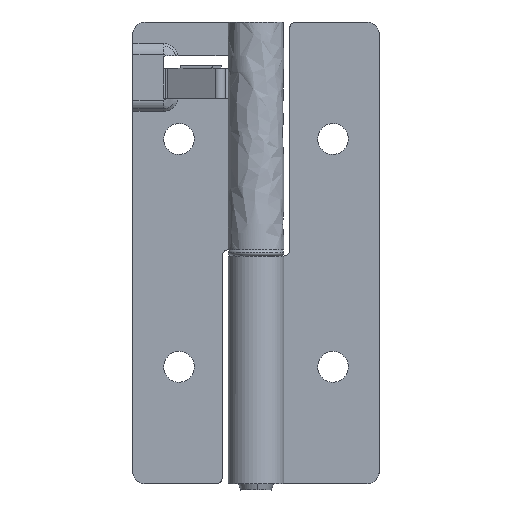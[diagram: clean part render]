
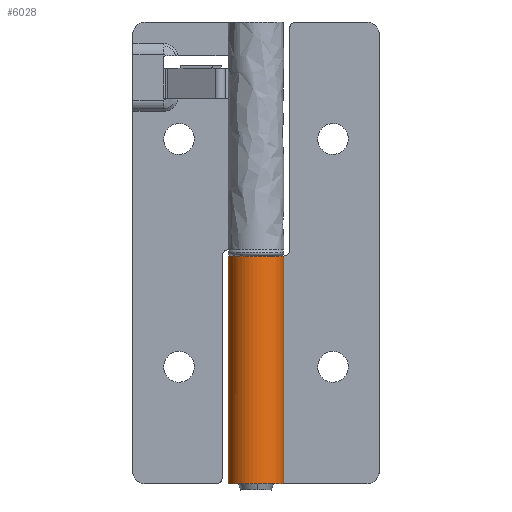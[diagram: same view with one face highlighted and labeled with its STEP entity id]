
A CAD part, front view. The second image highlights one B-rep face of the part: STEP entity #6028.
In plain terms, the highlighted free-form (B-spline) face has degree [1, 2] with [2, 7] control points.
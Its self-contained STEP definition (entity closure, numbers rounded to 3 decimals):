
#5824=CARTESIAN_POINT('',(0.,4.5,37.0));
#5825=VERTEX_POINT('',#5824);
#5831=CARTESIAN_POINT('',(4.031,2.,37.0));
#5832=VERTEX_POINT('',#5831);
#5833=CARTESIAN_POINT('',(4.031,2.,37.0));
#5834=CARTESIAN_POINT('',(4.22,1.62,37.));
#5835=CARTESIAN_POINT('',(4.474,0.85,37.));
#5836=CARTESIAN_POINT('',(4.528,-0.188,37.));
#5837=CARTESIAN_POINT('',(4.404,-0.999,37.));
#5838=CARTESIAN_POINT('',(4.177,-1.74,37.));
#5839=CARTESIAN_POINT('',(3.805,-2.457,37.));
#5840=CARTESIAN_POINT('',(3.291,-3.098,37.));
#5841=CARTESIAN_POINT('',(2.624,-3.698,37.));
#5842=CARTESIAN_POINT('',(1.789,-4.178,37.));
#5843=CARTESIAN_POINT('',(0.733,-4.479,37.));
#5844=CARTESIAN_POINT('',(-0.288,-4.532,37.));
#5845=CARTESIAN_POINT('',(-1.158,-4.372,37.));
#5846=CARTESIAN_POINT('',(-1.885,-4.104,37.));
#5847=CARTESIAN_POINT('',(-2.432,-3.806,37.));
#5848=CARTESIAN_POINT('',(-3.062,-3.33,37.));
#5849=CARTESIAN_POINT('',(-3.675,-2.67,37.));
#5850=CARTESIAN_POINT('',(-4.137,-1.844,37.));
#5851=CARTESIAN_POINT('',(-4.423,-0.963,37.));
#5852=CARTESIAN_POINT('',(-4.531,-0.115,37.0));
#5853=CARTESIAN_POINT('',(-4.465,0.704,37.));
#5854=CARTESIAN_POINT('',(-4.272,1.486,37.));
#5855=CARTESIAN_POINT('',(-3.965,2.183,37.));
#5856=CARTESIAN_POINT('',(-3.432,2.961,37.));
#5857=CARTESIAN_POINT('',(-2.836,3.531,37.));
#5858=CARTESIAN_POINT('',(-2.018,4.056,37.));
#5859=CARTESIAN_POINT('',(-1.121,4.408,37.));
#5860=CARTESIAN_POINT('',(-0.364,4.5,37.));
#5861=CARTESIAN_POINT('',(0.,4.5,37.0));
#5862=B_SPLINE_CURVE_WITH_KNOTS('',3,(#5833,#5834,#5835,#5836,#5837,#5838,#5839,#5840,#5841,#5842,#5843,#5844,#5845,#5846,#5847,#5848,#5849,#5850,#5851,#5852,#5853,#5854,#5855,#5856,#5857,#5858,#5859,#5860,#5861),.UNSPECIFIED.,.F.,.U.,(4,1,1,1,1,1,1,1,1,1,1,1,1,1,1,1,1,1,1,1,1,1,1,1,1,1,4),(0.,1.273,2.41,3.092,3.728,4.728,5.501,6.183,7.411,8.366,9.457,10.457,11.003,11.776,12.321,13.367,14.458,15.14,16.14,17.004,17.595,18.55,19.277,20.414,21.005,22.187,23.278),.UNSPECIFIED.);
#5863=EDGE_CURVE('',#5832,#5825,#5862,.T.);
#5895=CARTESIAN_POINT('',(0.,4.5,0.0));
#5896=VERTEX_POINT('',#5895);
#5905=CARTESIAN_POINT('',(4.031,2.,0.0));
#5906=VERTEX_POINT('',#5905);
#5912=CARTESIAN_POINT('',(4.031,2.,0.0));
#5913=CARTESIAN_POINT('',(4.193,1.674,0.0));
#5914=CARTESIAN_POINT('',(4.401,1.084,0.0));
#5915=CARTESIAN_POINT('',(4.517,0.209,0.0));
#5916=CARTESIAN_POINT('',(4.489,-0.505,0.0));
#5917=CARTESIAN_POINT('',(4.336,-1.295,0.0));
#5918=CARTESIAN_POINT('',(3.992,-2.176,0.0));
#5919=CARTESIAN_POINT('',(3.414,-2.985,0.0));
#5920=CARTESIAN_POINT('',(2.739,-3.598,0.0));
#5921=CARTESIAN_POINT('',(2.097,-4.007,0.0));
#5922=CARTESIAN_POINT('',(1.311,-4.334,0.0));
#5923=CARTESIAN_POINT('',(0.519,-4.497,0.0));
#5924=CARTESIAN_POINT('',(-0.226,-4.508,0.0));
#5925=CARTESIAN_POINT('',(-0.904,-4.426,0.0));
#5926=CARTESIAN_POINT('',(-1.725,-4.197,0.0));
#5927=CARTESIAN_POINT('',(-2.545,-3.755,0.0));
#5928=CARTESIAN_POINT('',(-3.225,-3.168,0.0));
#5929=CARTESIAN_POINT('',(-3.72,-2.571,0.0));
#5930=CARTESIAN_POINT('',(-4.144,-1.832,0.0));
#5931=CARTESIAN_POINT('',(-4.402,-1.05,0.0));
#5932=CARTESIAN_POINT('',(-4.514,-0.237,0.0));
#5933=CARTESIAN_POINT('',(-4.494,0.539,0.0));
#5934=CARTESIAN_POINT('',(-4.324,1.327,0.0));
#5935=CARTESIAN_POINT('',(-3.973,2.186,0.0));
#5936=CARTESIAN_POINT('',(-3.437,2.967,0.0));
#5937=CARTESIAN_POINT('',(-2.671,3.664,0.0));
#5938=CARTESIAN_POINT('',(-1.892,4.115,0.0));
#5939=CARTESIAN_POINT('',(-0.985,4.424,0.0));
#5940=CARTESIAN_POINT('',(-0.364,4.5,0.0));
#5941=CARTESIAN_POINT('',(0.,4.5,0.0));
#5942=B_SPLINE_CURVE_WITH_KNOTS('',3,(#5912,#5913,#5914,#5915,#5916,#5917,#5918,#5919,#5920,#5921,#5922,#5923,#5924,#5925,#5926,#5927,#5928,#5929,#5930,#5931,#5932,#5933,#5934,#5935,#5936,#5937,#5938,#5939,#5940,#5941),.UNSPECIFIED.,.F.,.U.,(4,1,1,1,1,1,1,1,1,1,1,1,1,1,1,1,1,1,1,1,1,1,1,1,1,1,1,4),(0.,1.091,1.864,2.637,3.228,4.274,5.456,6.183,7.002,7.729,8.729,9.411,9.957,10.775,11.957,12.73,13.458,14.276,15.276,15.913,16.731,17.595,18.323,19.505,20.414,21.414,22.187,23.278),.UNSPECIFIED.);
#5943=EDGE_CURVE('',#5906,#5896,#5942,.T.);
#5986=CARTESIAN_POINT('',(4.031,2.,37.0));
#5987=CARTESIAN_POINT('',(4.031,2.,0.0));
#5988=QUASI_UNIFORM_CURVE('',1,(#5986,#5987),.UNSPECIFIED.,.F.,.U.);
#5989=EDGE_CURVE('',#5832,#5906,#5988,.T.);
#5996=CARTESIAN_POINT('',(0.039,4.5,37.925));
#5997=CARTESIAN_POINT('',(0.039,4.5,-0.948));
#5998=CARTESIAN_POINT('',(-5.323,4.547,37.925));
#5999=CARTESIAN_POINT('',(-5.323,4.547,-0.948));
#6000=CARTESIAN_POINT('',(-4.438,-0.743,37.925));
#6001=CARTESIAN_POINT('',(-4.438,-0.743,-0.948));
#6002=CARTESIAN_POINT('',(-3.553,-6.032,37.925));
#6003=CARTESIAN_POINT('',(-3.553,-6.032,-0.948));
#6004=CARTESIAN_POINT('',(1.502,-4.242,37.925));
#6005=CARTESIAN_POINT('',(1.502,-4.242,-0.948));
#6006=CARTESIAN_POINT('',(6.557,-2.452,37.925));
#6007=CARTESIAN_POINT('',(6.557,-2.452,-0.948));
#6008=CARTESIAN_POINT('',(3.917,2.216,37.925));
#6009=CARTESIAN_POINT('',(3.917,2.216,-0.948));
#6017=(BOUNDED_SURFACE()B_SPLINE_SURFACE(1,2,((#5996,#5998,#6000,#6002,#6004,#6006,#6008),(#5997,#5999,#6001,#6003,#6005,#6007,#6009)),.UNSPECIFIED.,.F.,.F.,.U.)B_SPLINE_SURFACE_WITH_KNOTS((2,2),(3,2,2,3),(0.0,38.873),(0.0,8.394,16.787,25.181),.UNSPECIFIED.)GEOMETRIC_REPRESENTATION_ITEM()RATIONAL_B_SPLINE_SURFACE(((1.0,0.643,1.0,0.643,1.0,0.643,1.0),(1.0,0.643,1.0,0.643,1.0,0.643,1.0)))REPRESENTATION_ITEM('')SURFACE());
#6018=ORIENTED_EDGE('',*,*,#5863,.T.);
#6019=CARTESIAN_POINT('',(0.,4.5,37.0));
#6020=CARTESIAN_POINT('',(0.,4.5,0.0));
#6021=QUASI_UNIFORM_CURVE('',1,(#6019,#6020),.UNSPECIFIED.,.F.,.U.);
#6022=EDGE_CURVE('',#5825,#5896,#6021,.T.);
#6023=ORIENTED_EDGE('',*,*,#6022,.T.);
#6024=ORIENTED_EDGE('',*,*,#5943,.F.);
#6025=ORIENTED_EDGE('',*,*,#5989,.F.);
#6026=EDGE_LOOP('',(#6018,#6023,#6024,#6025));
#6027=FACE_OUTER_BOUND('',#6026,.T.);
#6028=ADVANCED_FACE('',(#6027),#6017,.T.);
